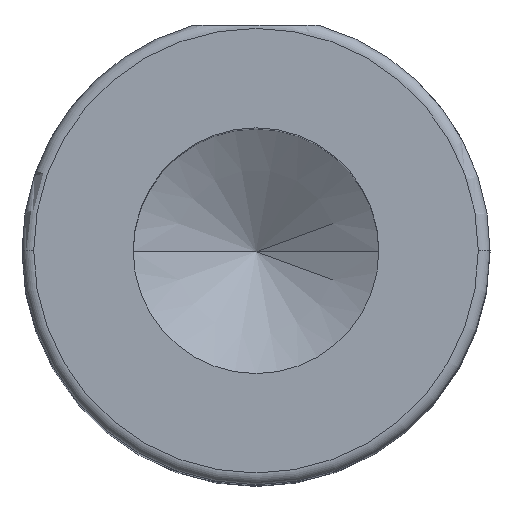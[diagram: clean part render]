
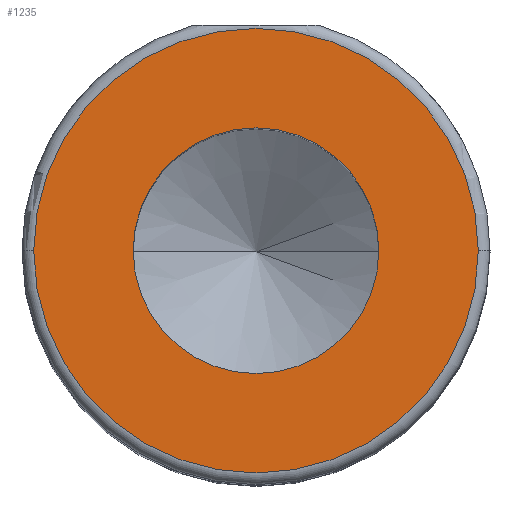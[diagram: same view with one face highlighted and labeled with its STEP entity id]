
A CAD part, top view. The second image highlights one B-rep face of the part: STEP entity #1235.
In plain terms, the highlighted planar face has unit normal (0, 0, 1).
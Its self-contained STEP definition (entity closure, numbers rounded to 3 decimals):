
#17 = CIRCLE ( 'NONE', #859, 2.1 ) ;
#28 = EDGE_CURVE ( 'NONE', #894, #609, #17, .T. ) ;
#67 = DIRECTION ( 'NONE',  ( 0., 0., 1. ) ) ;
#77 = VERTEX_POINT ( 'NONE', #488 ) ;
#93 = DIRECTION ( 'NONE',  ( 1., 0., 0. ) ) ;
#110 = EDGE_CURVE ( 'NONE', #445, #77, #1257, .T. ) ;
#185 = ORIENTED_EDGE ( 'NONE', *, *, #738, .T. ) ;
#197 = CARTESIAN_POINT ( 'NONE',  ( 0., 0., 10. ) ) ;
#221 = FACE_OUTER_BOUND ( 'NONE', #1149, .T. ) ;
#246 = CARTESIAN_POINT ( 'NONE',  ( 2.1, 0., 10. ) ) ;
#265 = ORIENTED_EDGE ( 'NONE', *, *, #28, .F. ) ;
#302 = DIRECTION ( 'NONE',  ( 1., 0., 0. ) ) ;
#424 = EDGE_LOOP ( 'NONE', ( #478, #265 ) ) ;
#445 = VERTEX_POINT ( 'NONE', #1013 ) ;
#458 = CARTESIAN_POINT ( 'NONE',  ( -2.1, 0., 10. ) ) ;
#478 = ORIENTED_EDGE ( 'NONE', *, *, #718, .F. ) ;
#488 = CARTESIAN_POINT ( 'NONE',  ( -3.8, 0., 10. ) ) ;
#594 = CARTESIAN_POINT ( 'NONE',  ( 0., 0., 10. ) ) ;
#609 = VERTEX_POINT ( 'NONE', #246 ) ;
#615 = CARTESIAN_POINT ( 'NONE',  ( 0., 0., 10. ) ) ;
#635 = AXIS2_PLACEMENT_3D ( 'NONE', #1292, #721, #93 ) ;
#703 = DIRECTION ( 'NONE',  ( 1., 0., 0. ) ) ;
#718 = EDGE_CURVE ( 'NONE', #609, #894, #909, .T. ) ;
#721 = DIRECTION ( 'NONE',  ( 0., 0., 1. ) ) ;
#729 = DIRECTION ( 'NONE',  ( 1., 0., 0. ) ) ;
#738 = EDGE_CURVE ( 'NONE', #77, #445, #1133, .T. ) ;
#740 = AXIS2_PLACEMENT_3D ( 'NONE', #615, #1299, #729 ) ;
#790 = FACE_BOUND ( 'NONE', #424, .T. ) ;
#795 = DIRECTION ( 'NONE',  ( 1., 0., 0. ) ) ;
#859 = AXIS2_PLACEMENT_3D ( 'NONE', #594, #1280, #703 ) ;
#894 = VERTEX_POINT ( 'NONE', #458 ) ;
#909 = CIRCLE ( 'NONE', #740, 2.1 ) ;
#925 = DIRECTION ( 'NONE',  ( 0., 0., 1. ) ) ;
#978 = AXIS2_PLACEMENT_3D ( 'NONE', #197, #925, #302 ) ;
#1013 = CARTESIAN_POINT ( 'NONE',  ( 3.8, 0., 10. ) ) ;
#1094 = AXIS2_PLACEMENT_3D ( 'NONE', #1173, #67, #795 ) ;
#1133 = CIRCLE ( 'NONE', #978, 3.8 ) ;
#1149 = EDGE_LOOP ( 'NONE', ( #1240, #185 ) ) ;
#1173 = CARTESIAN_POINT ( 'NONE',  ( 0., 0., 10. ) ) ;
#1235 = ADVANCED_FACE ( 'NONE', ( #790, #221 ), #1260, .T. ) ;
#1240 = ORIENTED_EDGE ( 'NONE', *, *, #110, .T. ) ;
#1257 = CIRCLE ( 'NONE', #635, 3.8 ) ;
#1260 = PLANE ( 'NONE',  #1094 ) ;
#1280 = DIRECTION ( 'NONE',  ( 0., 0., 1. ) ) ;
#1292 = CARTESIAN_POINT ( 'NONE',  ( 0., 0., 10. ) ) ;
#1299 = DIRECTION ( 'NONE',  ( 0., 0., 1. ) ) ;
